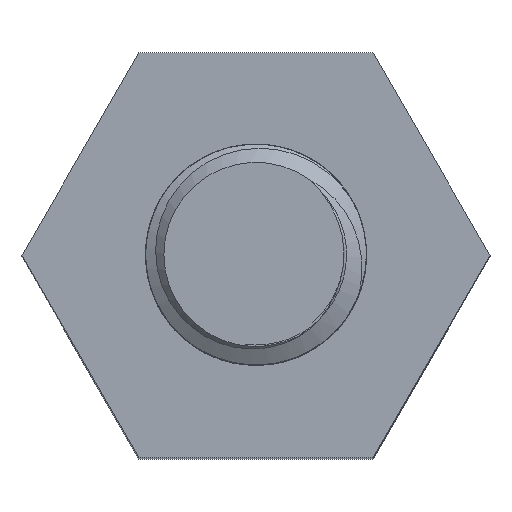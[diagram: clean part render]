
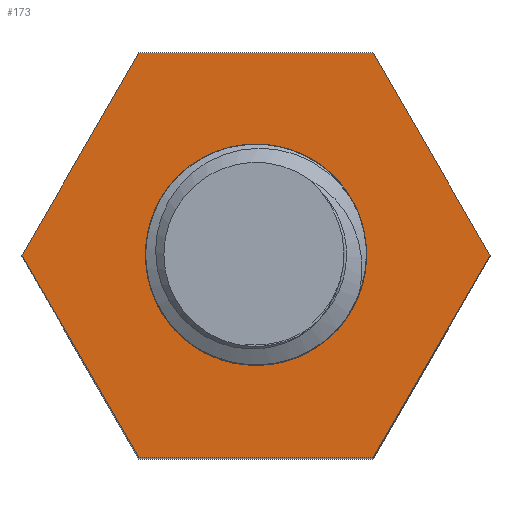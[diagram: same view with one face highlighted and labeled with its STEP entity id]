
A CAD part, top view. The second image highlights one B-rep face of the part: STEP entity #173.
In plain terms, the highlighted planar face has unit normal (0, 0, 1).
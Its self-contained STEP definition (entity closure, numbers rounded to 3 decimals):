
#173=ADVANCED_FACE('',(#8133,#8135),#8137,.T.);
#8133=FACE_BOUND('',#8134,.T.);
#8134=EDGE_LOOP('',(#15467,#15468,#15469,#15470,#15471,#15472));
#8135=FACE_BOUND('',#8136,.T.);
#8136=EDGE_LOOP('',(#15473));
#8137=PLANE('',#8138);
#8138=AXIS2_PLACEMENT_3D('',#8139,#8140,#8141);
#8139=CARTESIAN_POINT('',(0.,0.,12.));
#8140=DIRECTION('',(0.,0.,1.));
#8141=DIRECTION('',(-1.,0.,0.));
#15467=ORIENTED_EDGE('',*,*,#15693,.T.);
#15468=ORIENTED_EDGE('',*,*,#15691,.T.);
#15469=ORIENTED_EDGE('',*,*,#15689,.T.);
#15470=ORIENTED_EDGE('',*,*,#15687,.T.);
#15471=ORIENTED_EDGE('',*,*,#15685,.T.);
#15472=ORIENTED_EDGE('',*,*,#15683,.T.);
#15473=ORIENTED_EDGE('',*,*,#15694,.F.);
#15683=EDGE_CURVE('',#15859,#15857,#15860,.T.);
#15685=EDGE_CURVE('',#15862,#15859,#15863,.T.);
#15687=EDGE_CURVE('',#15865,#15862,#15866,.T.);
#15689=EDGE_CURVE('',#15868,#15865,#15869,.T.);
#15691=EDGE_CURVE('',#15871,#15868,#15872,.T.);
#15693=EDGE_CURVE('',#15857,#15871,#15874,.T.);
#15694=EDGE_CURVE('',#15875,#15875,#15876,.F.);
#15857=VERTEX_POINT('',#18694);
#15859=VERTEX_POINT('',#18698);
#15860=LINE('',#18699,#18700);
#15862=VERTEX_POINT('',#18705);
#15863=LINE('',#18706,#18707);
#15865=VERTEX_POINT('',#18712);
#15866=LINE('',#18713,#18714);
#15868=VERTEX_POINT('',#18719);
#15869=LINE('',#18720,#18721);
#15871=VERTEX_POINT('',#18726);
#15872=LINE('',#18727,#18728);
#15874=LINE('',#18733,#18734);
#15875=VERTEX_POINT('',#18736);
#15876=CIRCLE('',#18737,1.1);
#18694=CARTESIAN_POINT('',(3.175,0.,12.));
#18698=CARTESIAN_POINT('',(1.588,-2.75,12.));
#18699=CARTESIAN_POINT('',(1.588,-2.75,12.));
#18700=VECTOR('',#18701,1.);
#18701=DIRECTION('',(0.5,0.866,0.));
#18705=CARTESIAN_POINT('',(-1.588,-2.75,12.));
#18706=CARTESIAN_POINT('',(-1.588,-2.75,12.));
#18707=VECTOR('',#18708,1.);
#18708=DIRECTION('',(1.,0.,0.));
#18712=CARTESIAN_POINT('',(-3.175,0.,12.));
#18713=CARTESIAN_POINT('',(-3.175,0.,12.));
#18714=VECTOR('',#18715,1.);
#18715=DIRECTION('',(0.5,-0.866,0.));
#18719=CARTESIAN_POINT('',(-1.588,2.75,12.));
#18720=CARTESIAN_POINT('',(-1.588,2.75,12.));
#18721=VECTOR('',#18722,1.);
#18722=DIRECTION('',(-0.5,-0.866,0.));
#18726=CARTESIAN_POINT('',(1.588,2.75,12.));
#18727=CARTESIAN_POINT('',(1.588,2.75,12.));
#18728=VECTOR('',#18729,1.);
#18729=DIRECTION('',(-1.,0.,0.));
#18733=CARTESIAN_POINT('',(3.175,0.,12.));
#18734=VECTOR('',#18735,1.);
#18735=DIRECTION('',(-0.5,0.866,0.));
#18736=CARTESIAN_POINT('',(0.,1.1,12.));
#18737=AXIS2_PLACEMENT_3D('',#18738,#18739,#18740);
#18738=CARTESIAN_POINT('',(0.,0.,12.));
#18739=DIRECTION('',(-0.,-0.,-1.));
#18740=DIRECTION('',(0.,1.,0.));
